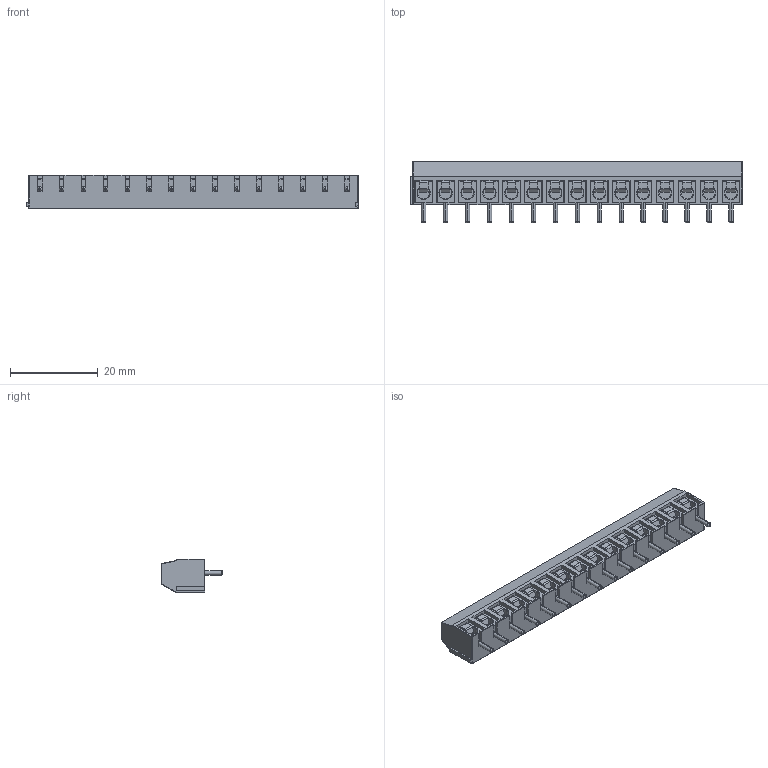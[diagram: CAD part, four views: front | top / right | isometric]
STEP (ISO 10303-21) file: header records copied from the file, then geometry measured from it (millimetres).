
FILE_DESCRIPTION((''),'2;1');
FILE_NAME('TB5P-15P_P5_L75_W7-6_H10','2019-11-24T',('Dragos'),(''),'PRO/ENGINEER BY PARAMETRIC TECHNOLOGY CORPORATION, 2004440','PRO/ENGINEER BY PARAMETRIC TECHNOLOGY CORPORATION, 2004440','');
FILE_SCHEMA(('AUTOMOTIVE_DESIGN { 1 0 10303 214 1 1 1 1 }'));
Products named in the file (1): TB5P-15P_P5_L75_W7-6_H10
Bounding box: 75.6 x 14.1 x 7.6 mm (x, y, z)
Volume: 4147.3 mm3; surface area: 7583.3 mm2
Topology: 1 solids, 1 shells, 1306 faces, 3292 edges, 2152 vertices
Faces by surface type: plane 597, cylinder 457, torus 150, bspline 90, sphere 12
Entity records: 61620 total; most frequent: CARTESIAN_POINT 15952, DIRECTION 6506, ORIENTED_EDGE 6434, PRESENTATION_STYLE_ASSIGNMENT 3669, STYLED_ITEM 3294, CURVE_STYLE 3293, EDGE_CURVE 3217, AXIS2_PLACEMENT_3D 2288
